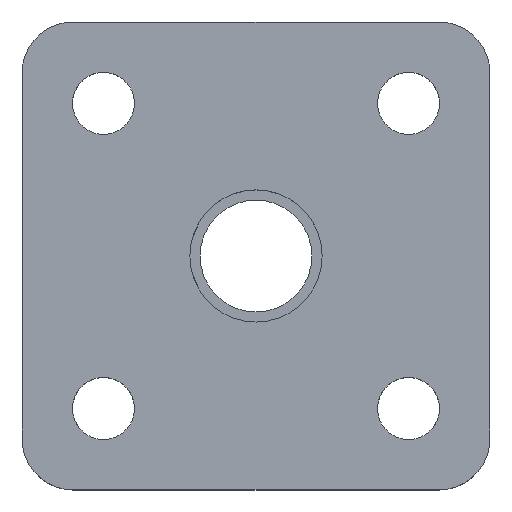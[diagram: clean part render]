
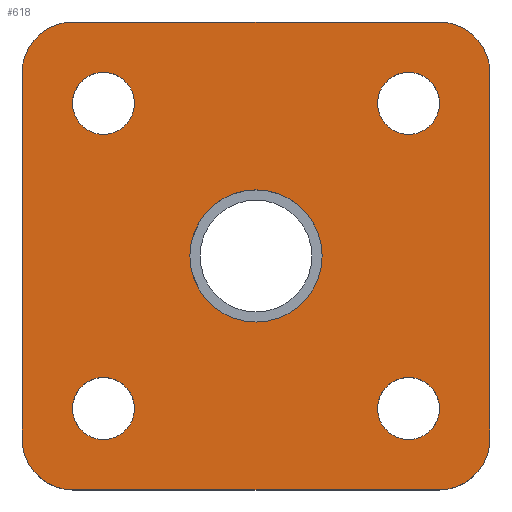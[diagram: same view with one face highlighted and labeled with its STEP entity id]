
A CAD part, top view. The second image highlights one B-rep face of the part: STEP entity #618.
In plain terms, the highlighted planar face has unit normal (0, 0, 1).
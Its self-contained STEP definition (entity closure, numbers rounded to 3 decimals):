
#30=FACE_BOUND('',#111,.T.);
#31=FACE_BOUND('',#112,.T.);
#32=FACE_BOUND('',#113,.T.);
#33=FACE_BOUND('',#114,.T.);
#34=FACE_BOUND('',#115,.T.);
#41=PLANE('',#707);
#69=FACE_OUTER_BOUND('',#110,.T.);
#110=EDGE_LOOP('',(#558,#559,#560,#561,#562,#563,#564,#565));
#111=EDGE_LOOP('',(#566,#567));
#112=EDGE_LOOP('',(#568,#569));
#113=EDGE_LOOP('',(#570,#571));
#114=EDGE_LOOP('',(#572,#573));
#115=EDGE_LOOP('',(#574,#575));
#137=LINE('',#966,#171);
#143=LINE('',#994,#177);
#146=LINE('',#1010,#180);
#162=LINE('',#1236,#196);
#171=VECTOR('',#754,10.);
#177=VECTOR('',#782,10.);
#180=VECTOR('',#799,10.);
#196=VECTOR('',#879,10.);
#206=CIRCLE('',#654,5.);
#215=CIRCLE('',#666,5.);
#220=CIRCLE('',#673,5.);
#223=CIRCLE('',#678,5.);
#230=CIRCLE('',#692,3.05);
#231=CIRCLE('',#693,3.05);
#232=CIRCLE('',#695,3.05);
#233=CIRCLE('',#696,3.05);
#234=CIRCLE('',#698,3.05);
#235=CIRCLE('',#699,3.05);
#236=CIRCLE('',#701,3.05);
#237=CIRCLE('',#702,3.05);
#238=CIRCLE('',#704,6.5);
#239=CIRCLE('',#705,6.5);
#253=VERTEX_POINT('',#953);
#254=VERTEX_POINT('',#954);
#258=VERTEX_POINT('',#964);
#268=VERTEX_POINT('',#988);
#269=VERTEX_POINT('',#992);
#274=VERTEX_POINT('',#1004);
#275=VERTEX_POINT('',#1008);
#278=VERTEX_POINT('',#1016);
#296=VERTEX_POINT('',#1203);
#297=VERTEX_POINT('',#1204);
#298=VERTEX_POINT('',#1209);
#299=VERTEX_POINT('',#1210);
#300=VERTEX_POINT('',#1216);
#301=VERTEX_POINT('',#1217);
#302=VERTEX_POINT('',#1222);
#303=VERTEX_POINT('',#1223);
#304=VERTEX_POINT('',#1229);
#305=VERTEX_POINT('',#1230);
#322=EDGE_CURVE('',#253,#254,#206,.T.);
#328=EDGE_CURVE('',#253,#258,#137,.T.);
#339=EDGE_CURVE('',#268,#258,#215,.T.);
#342=EDGE_CURVE('',#268,#269,#143,.T.);
#347=EDGE_CURVE('',#274,#269,#220,.T.);
#350=EDGE_CURVE('',#274,#275,#146,.T.);
#353=EDGE_CURVE('',#278,#275,#223,.T.);
#377=EDGE_CURVE('',#296,#297,#230,.T.);
#378=EDGE_CURVE('',#297,#296,#231,.T.);
#380=EDGE_CURVE('',#298,#299,#232,.T.);
#381=EDGE_CURVE('',#299,#298,#233,.T.);
#384=EDGE_CURVE('',#300,#301,#234,.T.);
#385=EDGE_CURVE('',#301,#300,#235,.T.);
#387=EDGE_CURVE('',#302,#303,#236,.T.);
#388=EDGE_CURVE('',#303,#302,#237,.T.);
#391=EDGE_CURVE('',#304,#305,#238,.T.);
#392=EDGE_CURVE('',#305,#304,#239,.T.);
#395=EDGE_CURVE('',#278,#254,#162,.T.);
#558=ORIENTED_EDGE('',*,*,#322,.F.);
#559=ORIENTED_EDGE('',*,*,#328,.T.);
#560=ORIENTED_EDGE('',*,*,#339,.F.);
#561=ORIENTED_EDGE('',*,*,#342,.T.);
#562=ORIENTED_EDGE('',*,*,#347,.F.);
#563=ORIENTED_EDGE('',*,*,#350,.T.);
#564=ORIENTED_EDGE('',*,*,#353,.F.);
#565=ORIENTED_EDGE('',*,*,#395,.T.);
#566=ORIENTED_EDGE('',*,*,#377,.T.);
#567=ORIENTED_EDGE('',*,*,#378,.T.);
#568=ORIENTED_EDGE('',*,*,#380,.T.);
#569=ORIENTED_EDGE('',*,*,#381,.T.);
#570=ORIENTED_EDGE('',*,*,#384,.T.);
#571=ORIENTED_EDGE('',*,*,#385,.T.);
#572=ORIENTED_EDGE('',*,*,#387,.T.);
#573=ORIENTED_EDGE('',*,*,#388,.T.);
#574=ORIENTED_EDGE('',*,*,#391,.T.);
#575=ORIENTED_EDGE('',*,*,#392,.T.);
#618=ADVANCED_FACE('',(#69,#30,#31,#32,#33,#34),#41,.T.);
#654=AXIS2_PLACEMENT_3D('',#955,#744,#745);
#666=AXIS2_PLACEMENT_3D('',#989,#776,#777);
#673=AXIS2_PLACEMENT_3D('',#1005,#793,#794);
#678=AXIS2_PLACEMENT_3D('',#1017,#806,#807);
#692=AXIS2_PLACEMENT_3D('',#1205,#841,#842);
#693=AXIS2_PLACEMENT_3D('',#1206,#843,#844);
#695=AXIS2_PLACEMENT_3D('',#1211,#848,#849);
#696=AXIS2_PLACEMENT_3D('',#1212,#850,#851);
#698=AXIS2_PLACEMENT_3D('',#1218,#856,#857);
#699=AXIS2_PLACEMENT_3D('',#1219,#858,#859);
#701=AXIS2_PLACEMENT_3D('',#1224,#863,#864);
#702=AXIS2_PLACEMENT_3D('',#1225,#865,#866);
#704=AXIS2_PLACEMENT_3D('',#1231,#871,#872);
#705=AXIS2_PLACEMENT_3D('',#1232,#873,#874);
#707=AXIS2_PLACEMENT_3D('',#1237,#880,#881);
#744=DIRECTION('center_axis',(0.,0.,-1.));
#745=DIRECTION('ref_axis',(0.707,0.707,0.));
#754=DIRECTION('',(-1.,0.,0.));
#776=DIRECTION('center_axis',(0.,0.,-1.));
#777=DIRECTION('ref_axis',(-0.707,0.707,0.));
#782=DIRECTION('',(0.,-1.,0.));
#793=DIRECTION('center_axis',(0.,0.,-1.));
#794=DIRECTION('ref_axis',(-0.707,-0.707,0.));
#799=DIRECTION('',(1.,0.,0.));
#806=DIRECTION('center_axis',(0.,0.,-1.));
#807=DIRECTION('ref_axis',(0.707,-0.707,0.));
#841=DIRECTION('center_axis',(0.,0.,-1.));
#842=DIRECTION('ref_axis',(1.,0.,0.));
#843=DIRECTION('center_axis',(0.,0.,-1.));
#844=DIRECTION('ref_axis',(1.,0.,0.));
#848=DIRECTION('center_axis',(0.,0.,-1.));
#849=DIRECTION('ref_axis',(1.,0.,0.));
#850=DIRECTION('center_axis',(0.,0.,-1.));
#851=DIRECTION('ref_axis',(1.,0.,0.));
#856=DIRECTION('center_axis',(0.,0.,-1.));
#857=DIRECTION('ref_axis',(1.,0.,0.));
#858=DIRECTION('center_axis',(0.,0.,-1.));
#859=DIRECTION('ref_axis',(1.,0.,0.));
#863=DIRECTION('center_axis',(0.,0.,-1.));
#864=DIRECTION('ref_axis',(1.,0.,0.));
#865=DIRECTION('center_axis',(0.,0.,-1.));
#866=DIRECTION('ref_axis',(1.,0.,0.));
#871=DIRECTION('center_axis',(0.,0.,-1.));
#872=DIRECTION('ref_axis',(1.,0.,0.));
#873=DIRECTION('center_axis',(0.,0.,-1.));
#874=DIRECTION('ref_axis',(1.,0.,0.));
#879=DIRECTION('',(0.,1.,0.));
#880=DIRECTION('center_axis',(0.,0.,1.));
#881=DIRECTION('ref_axis',(1.,0.,0.));
#953=CARTESIAN_POINT('',(18.,23.,8.));
#954=CARTESIAN_POINT('',(23.,18.,8.));
#955=CARTESIAN_POINT('Origin',(18.,18.,8.));
#964=CARTESIAN_POINT('',(-18.,23.,8.));
#966=CARTESIAN_POINT('',(23.,23.,8.));
#988=CARTESIAN_POINT('',(-23.,18.,8.));
#989=CARTESIAN_POINT('Origin',(-18.,18.,8.));
#992=CARTESIAN_POINT('',(-23.,-18.,8.));
#994=CARTESIAN_POINT('',(-23.,23.,8.));
#1004=CARTESIAN_POINT('',(-18.,-23.,8.));
#1005=CARTESIAN_POINT('Origin',(-18.,-18.,8.));
#1008=CARTESIAN_POINT('',(18.,-23.,8.));
#1010=CARTESIAN_POINT('',(-23.,-23.,8.));
#1016=CARTESIAN_POINT('',(23.,-18.,8.));
#1017=CARTESIAN_POINT('Origin',(18.,-18.,8.));
#1203=CARTESIAN_POINT('',(18.05,-15.,8.));
#1204=CARTESIAN_POINT('',(11.95,-15.,8.));
#1205=CARTESIAN_POINT('Origin',(15.,-15.,8.));
#1206=CARTESIAN_POINT('Origin',(15.,-15.,8.));
#1209=CARTESIAN_POINT('',(-11.95,15.,8.));
#1210=CARTESIAN_POINT('',(-18.05,15.,8.));
#1211=CARTESIAN_POINT('Origin',(-15.,15.,8.));
#1212=CARTESIAN_POINT('Origin',(-15.,15.,8.));
#1216=CARTESIAN_POINT('',(18.05,15.,8.));
#1217=CARTESIAN_POINT('',(11.95,15.,8.));
#1218=CARTESIAN_POINT('Origin',(15.,15.,8.));
#1219=CARTESIAN_POINT('Origin',(15.,15.,8.));
#1222=CARTESIAN_POINT('',(-11.95,-15.,8.));
#1223=CARTESIAN_POINT('',(-18.05,-15.,8.));
#1224=CARTESIAN_POINT('Origin',(-15.,-15.,8.));
#1225=CARTESIAN_POINT('Origin',(-15.,-15.,8.));
#1229=CARTESIAN_POINT('',(6.5,0.,8.));
#1230=CARTESIAN_POINT('',(-6.5,0.,8.));
#1231=CARTESIAN_POINT('Origin',(0.,0.,8.));
#1232=CARTESIAN_POINT('Origin',(0.,0.,8.));
#1236=CARTESIAN_POINT('',(23.,-23.,8.));
#1237=CARTESIAN_POINT('Origin',(0.,0.,8.));
